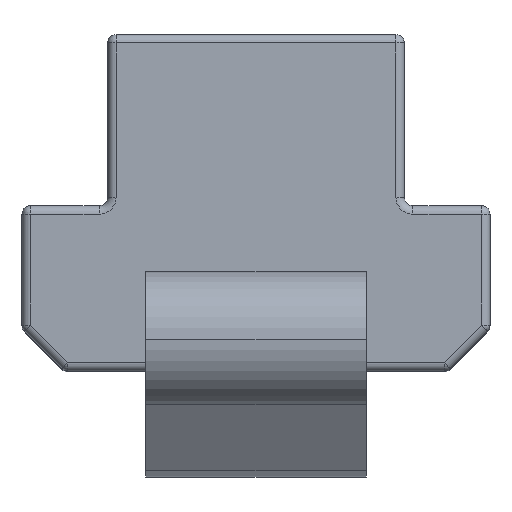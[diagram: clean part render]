
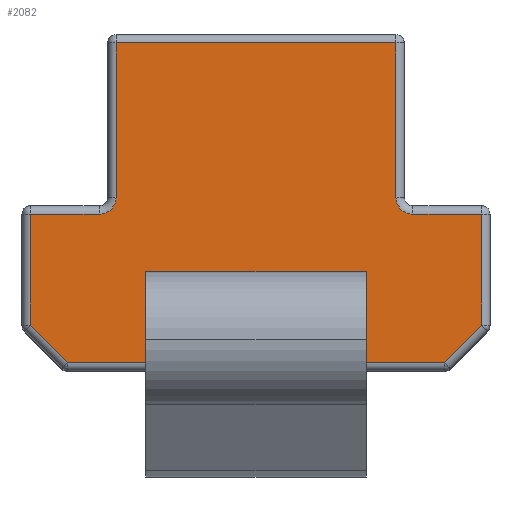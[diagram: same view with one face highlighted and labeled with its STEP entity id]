
A CAD part, top view. The second image highlights one B-rep face of the part: STEP entity #2082.
In plain terms, the highlighted planar face has unit normal (0, 0, 1).
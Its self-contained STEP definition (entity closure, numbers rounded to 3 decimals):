
#22 = EDGE_LOOP ( 'NONE', ( #2194, #1616, #979, #205, #407, #1908, #1642, #829, #983, #1020, #216, #1666 ) ) ;
#41 = LINE ( 'NONE', #165, #1944 ) ;
#77 = EDGE_CURVE ( 'NONE', #935, #2024, #2031, .T. ) ;
#91 = LINE ( 'NONE', #478, #313 ) ;
#100 = EDGE_CURVE ( 'NONE', #2165, #2000, #1584, .T. ) ;
#131 = EDGE_CURVE ( 'NONE', #2135, #779, #193, .T. ) ;
#138 = DIRECTION ( 'NONE',  ( 0., -1., 0. ) ) ;
#151 = CARTESIAN_POINT ( 'NONE',  ( -11.093, 0.5, 13.95 ) ) ;
#165 = CARTESIAN_POINT ( 'NONE',  ( 13.3, 9.75, 13.95 ) ) ;
#167 = CARTESIAN_POINT ( 'NONE',  ( -13.3, 2.707, 13.95 ) ) ;
#193 = LINE ( 'NONE', #943, #340 ) ;
#205 = ORIENTED_EDGE ( 'NONE', *, *, #1886, .T. ) ;
#210 = FACE_BOUND ( 'NONE', #1861, .T. ) ;
#212 = FACE_OUTER_BOUND ( 'NONE', #22, .T. ) ;
#216 = ORIENTED_EDGE ( 'NONE', *, *, #2225, .T. ) ;
#259 = LINE ( 'NONE', #1776, #1110 ) ;
#263 = LINE ( 'NONE', #559, #2048 ) ;
#270 = EDGE_CURVE ( 'NONE', #2024, #740, #1302, .T. ) ;
#273 = CARTESIAN_POINT ( 'NONE',  ( -13.3, 9.25, 13.95 ) ) ;
#292 = DIRECTION ( 'NONE',  ( 0., 0., 1. ) ) ;
#313 = VECTOR ( 'NONE', #1710, 1000. ) ;
#334 = CARTESIAN_POINT ( 'NONE',  ( 9.25, 10.25, 13.95 ) ) ;
#337 = CARTESIAN_POINT ( 'NONE',  ( 13.3, 9.25, 13.95 ) ) ;
#339 = CARTESIAN_POINT ( 'NONE',  ( 13.3, 2.707, 13.95 ) ) ;
#340 = VECTOR ( 'NONE', #1124, 1000. ) ;
#343 = DIRECTION ( 'NONE',  ( 0., 1., 0. ) ) ;
#351 = CARTESIAN_POINT ( 'NONE',  ( 8.25, 19.35, 13.95 ) ) ;
#359 = EDGE_CURVE ( 'NONE', #1585, #1379, #2214, .T. ) ;
#390 = VECTOR ( 'NONE', #2025, 1000. ) ;
#402 = DIRECTION ( 'NONE',  ( 0.707, -0.707, 0. ) ) ;
#407 = ORIENTED_EDGE ( 'NONE', *, *, #557, .F. ) ;
#438 = DIRECTION ( 'NONE',  ( -1., 0., 0. ) ) ;
#461 = CARTESIAN_POINT ( 'NONE',  ( -6.5, 5.35, 13.95 ) ) ;
#462 = VECTOR ( 'NONE', #513, 1000. ) ;
#464 = VECTOR ( 'NONE', #138, 1000. ) ;
#478 = CARTESIAN_POINT ( 'NONE',  ( -13.3, 2.5, 13.95 ) ) ;
#496 = DIRECTION ( 'NONE',  ( 1., 0., 0. ) ) ;
#510 = CARTESIAN_POINT ( 'NONE',  ( 6.5, 5.666, 13.95 ) ) ;
#513 = DIRECTION ( 'NONE',  ( -1., 0., 0. ) ) ;
#557 = EDGE_CURVE ( 'NONE', #1606, #602, #2235, .T. ) ;
#559 = CARTESIAN_POINT ( 'NONE',  ( -8.75, 19.35, 13.95 ) ) ;
#602 = VERTEX_POINT ( 'NONE', #1392 ) ;
#673 = CARTESIAN_POINT ( 'NONE',  ( -6.5, 0., 13.95 ) ) ;
#698 = CARTESIAN_POINT ( 'NONE',  ( -1.604, -12.196, 13.95 ) ) ;
#703 = VERTEX_POINT ( 'NONE', #273 ) ;
#740 = VERTEX_POINT ( 'NONE', #1493 ) ;
#779 = VERTEX_POINT ( 'NONE', #1216 ) ;
#817 = PLANE ( 'NONE',  #1200 ) ;
#819 = CARTESIAN_POINT ( 'NONE',  ( 6.5, 0., 13.95 ) ) ;
#822 = VECTOR ( 'NONE', #1928, 1000. ) ;
#824 = DIRECTION ( 'NONE',  ( 1., 0., 0. ) ) ;
#829 = ORIENTED_EDGE ( 'NONE', *, *, #1466, .T. ) ;
#897 = CARTESIAN_POINT ( 'NONE',  ( -12.196, 1.604, 13.95 ) ) ;
#917 = LINE ( 'NONE', #698, #1802 ) ;
#926 = LINE ( 'NONE', #1175, #464 ) ;
#934 = CARTESIAN_POINT ( 'NONE',  ( -8.25, 19.35, 13.95 ) ) ;
#935 = VERTEX_POINT ( 'NONE', #2233 ) ;
#943 = CARTESIAN_POINT ( 'NONE',  ( 11.3, 0.5, 13.95 ) ) ;
#979 = ORIENTED_EDGE ( 'NONE', *, *, #1513, .T. ) ;
#983 = ORIENTED_EDGE ( 'NONE', *, *, #131, .T. ) ;
#1020 = ORIENTED_EDGE ( 'NONE', *, *, #1178, .T. ) ;
#1038 = CARTESIAN_POINT ( 'NONE',  ( 6.5, 5.666, 13.95 ) ) ;
#1054 = CIRCLE ( 'NONE', #1281, 1. ) ;
#1100 = VECTOR ( 'NONE', #1247, 1000. ) ;
#1110 = VECTOR ( 'NONE', #1426, 1000. ) ;
#1118 = CARTESIAN_POINT ( 'NONE',  ( 8.75, 9.25, 13.95 ) ) ;
#1124 = DIRECTION ( 'NONE',  ( 1., 0., 0. ) ) ;
#1160 = EDGE_CURVE ( 'NONE', #935, #1795, #1845, .T. ) ;
#1175 = CARTESIAN_POINT ( 'NONE',  ( -8.25, 9.75, 13.95 ) ) ;
#1178 = EDGE_CURVE ( 'NONE', #779, #1688, #917, .T. ) ;
#1200 = AXIS2_PLACEMENT_3D ( 'NONE', #1352, #1869, #824 ) ;
#1205 = DIRECTION ( 'NONE',  ( 0., 1., 0. ) ) ;
#1216 = CARTESIAN_POINT ( 'NONE',  ( 11.093, 0.5, 13.95 ) ) ;
#1218 = CARTESIAN_POINT ( 'NONE',  ( 6.5, 5.35, 13.95 ) ) ;
#1229 = ORIENTED_EDGE ( 'NONE', *, *, #77, .F. ) ;
#1241 = VECTOR ( 'NONE', #402, 1000. ) ;
#1247 = DIRECTION ( 'NONE',  ( 0., 1., 0. ) ) ;
#1273 = EDGE_CURVE ( 'NONE', #1606, #703, #259, .T. ) ;
#1281 = AXIS2_PLACEMENT_3D ( 'NONE', #334, #1549, #496 ) ;
#1302 = LINE ( 'NONE', #1038, #390 ) ;
#1327 = EDGE_CURVE ( 'NONE', #1585, #2000, #1054, .T. ) ;
#1330 = CARTESIAN_POINT ( 'NONE',  ( -9.25, 10.25, 13.95 ) ) ;
#1346 = CARTESIAN_POINT ( 'NONE',  ( -9.25, 9.25, 13.95 ) ) ;
#1350 = AXIS2_PLACEMENT_3D ( 'NONE', #1330, #292, #1500 ) ;
#1352 = CARTESIAN_POINT ( 'NONE',  ( -13.8, 0., 13.95 ) ) ;
#1357 = EDGE_CURVE ( 'NONE', #1795, #740, #1875, .T. ) ;
#1379 = VERTEX_POINT ( 'NONE', #351 ) ;
#1383 = CARTESIAN_POINT ( 'NONE',  ( 9.25, 9.25, 13.95 ) ) ;
#1392 = CARTESIAN_POINT ( 'NONE',  ( -8.25, 10.25, 13.95 ) ) ;
#1401 = LINE ( 'NONE', #897, #1241 ) ;
#1407 = CARTESIAN_POINT ( 'NONE',  ( 8.25, 19.85, 13.95 ) ) ;
#1426 = DIRECTION ( 'NONE',  ( -1., 0., 0. ) ) ;
#1427 = VECTOR ( 'NONE', #343, 1000. ) ;
#1466 = EDGE_CURVE ( 'NONE', #1716, #2135, #1401, .T. ) ;
#1474 = CARTESIAN_POINT ( 'NONE',  ( 8.25, 10.25, 13.95 ) ) ;
#1493 = CARTESIAN_POINT ( 'NONE',  ( -6.5, 5.666, 13.95 ) ) ;
#1500 = DIRECTION ( 'NONE',  ( 1., 0., 0. ) ) ;
#1513 = EDGE_CURVE ( 'NONE', #1379, #1580, #263, .T. ) ;
#1549 = DIRECTION ( 'NONE',  ( 0., 0., 1. ) ) ;
#1580 = VERTEX_POINT ( 'NONE', #934 ) ;
#1584 = LINE ( 'NONE', #1118, #1980 ) ;
#1585 = VERTEX_POINT ( 'NONE', #1474 ) ;
#1606 = VERTEX_POINT ( 'NONE', #1346 ) ;
#1616 = ORIENTED_EDGE ( 'NONE', *, *, #359, .T. ) ;
#1642 = ORIENTED_EDGE ( 'NONE', *, *, #2080, .T. ) ;
#1666 = ORIENTED_EDGE ( 'NONE', *, *, #100, .T. ) ;
#1688 = VERTEX_POINT ( 'NONE', #339 ) ;
#1710 = DIRECTION ( 'NONE',  ( 0., -1., 0. ) ) ;
#1716 = VERTEX_POINT ( 'NONE', #167 ) ;
#1725 = ORIENTED_EDGE ( 'NONE', *, *, #1357, .T. ) ;
#1776 = CARTESIAN_POINT ( 'NONE',  ( -13.8, 9.25, 13.95 ) ) ;
#1795 = VERTEX_POINT ( 'NONE', #461 ) ;
#1802 = VECTOR ( 'NONE', #2092, 1000. ) ;
#1845 = LINE ( 'NONE', #1218, #462 ) ;
#1861 = EDGE_LOOP ( 'NONE', ( #1229, #1993, #1725, #2056 ) ) ;
#1869 = DIRECTION ( 'NONE',  ( 0., 0., 1. ) ) ;
#1875 = LINE ( 'NONE', #673, #1427 ) ;
#1886 = EDGE_CURVE ( 'NONE', #1580, #602, #926, .T. ) ;
#1908 = ORIENTED_EDGE ( 'NONE', *, *, #1273, .T. ) ;
#1928 = DIRECTION ( 'NONE',  ( 0., 1., 0. ) ) ;
#1944 = VECTOR ( 'NONE', #1205, 1000. ) ;
#1980 = VECTOR ( 'NONE', #438, 1000. ) ;
#1993 = ORIENTED_EDGE ( 'NONE', *, *, #1160, .T. ) ;
#2000 = VERTEX_POINT ( 'NONE', #1383 ) ;
#2024 = VERTEX_POINT ( 'NONE', #510 ) ;
#2025 = DIRECTION ( 'NONE',  ( -1., 0., 0. ) ) ;
#2031 = LINE ( 'NONE', #819, #1100 ) ;
#2048 = VECTOR ( 'NONE', #2141, 1000. ) ;
#2056 = ORIENTED_EDGE ( 'NONE', *, *, #270, .F. ) ;
#2080 = EDGE_CURVE ( 'NONE', #703, #1716, #91, .T. ) ;
#2082 = ADVANCED_FACE ( 'NONE', ( #210, #212 ), #817, .T. ) ;
#2092 = DIRECTION ( 'NONE',  ( 0.707, 0.707, 0. ) ) ;
#2135 = VERTEX_POINT ( 'NONE', #151 ) ;
#2141 = DIRECTION ( 'NONE',  ( -1., 0., 0. ) ) ;
#2165 = VERTEX_POINT ( 'NONE', #337 ) ;
#2194 = ORIENTED_EDGE ( 'NONE', *, *, #1327, .F. ) ;
#2214 = LINE ( 'NONE', #1407, #822 ) ;
#2225 = EDGE_CURVE ( 'NONE', #1688, #2165, #41, .T. ) ;
#2233 = CARTESIAN_POINT ( 'NONE',  ( 6.5, 5.35, 13.95 ) ) ;
#2235 = CIRCLE ( 'NONE', #1350, 1. ) ;
